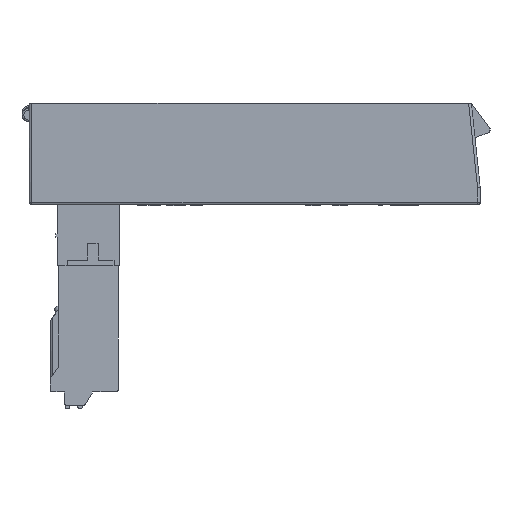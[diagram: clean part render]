
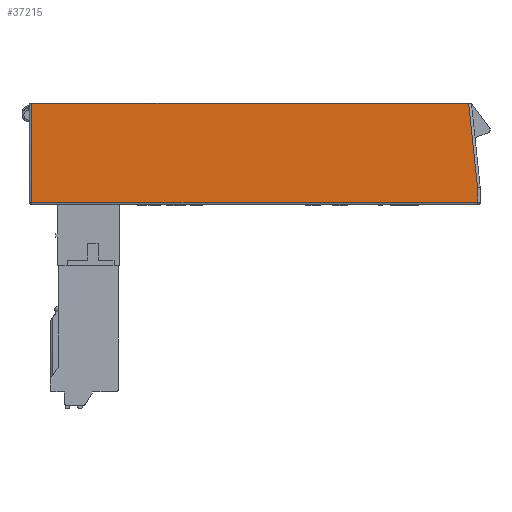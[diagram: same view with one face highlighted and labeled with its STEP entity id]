
A CAD part, front view. The second image highlights one B-rep face of the part: STEP entity #37215.
In plain terms, the highlighted planar face has unit normal (0, -1, 0).
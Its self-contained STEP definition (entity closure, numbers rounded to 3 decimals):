
#3409=DIRECTION('',(0.,0.,-1.));
#3410=VECTOR('',#3409,11.2);
#3411=CARTESIAN_POINT('',(-69.35,90.55,
-63.5));
#3412=LINE('',#3411,#3410);
#3544=DIRECTION('',(1.,0.,0.));
#3545=VECTOR('',#3544,50.4);
#3546=CARTESIAN_POINT('',(-69.35,90.55,
-74.7));
#3547=LINE('',#3546,#3545);
#3548=DIRECTION('',(0.,0.,-1.));
#3549=VECTOR('',#3548,1.684);
#3550=CARTESIAN_POINT('',(-18.95,90.55,
-73.016));
#3551=LINE('',#3550,#3549);
#3552=DIRECTION('',(1.,0.,0.));
#3553=VECTOR('',#3552,49.398);
#3554=CARTESIAN_POINT('',(-69.35,90.55,
-63.5));
#3555=LINE('',#3554,#3553);
#3556=DIRECTION('',(0.105,0.,-0.995));
#3557=VECTOR('',#3556,9.568);
#3558=CARTESIAN_POINT('',(-19.952,90.55,
-63.5));
#3559=LINE('',#3558,#3557);
#3560=CARTESIAN_POINT('',(-19.952,90.55,
-63.5));
#27483=CARTESIAN_POINT('',(-69.35,90.55,
-74.7));
#27484=VERTEX_POINT('',#27483);
#27485=CARTESIAN_POINT('',(-69.35,90.55,
-63.5));
#27486=VERTEX_POINT('',#27485);
#27493=VERTEX_POINT('',#3560);
#27540=CARTESIAN_POINT('',(-18.95,90.55,
-74.7));
#27541=VERTEX_POINT('',#27540);
#27544=CARTESIAN_POINT('',(-18.95,90.55,
-73.016));
#27545=VERTEX_POINT('',#27544);
#37201=CARTESIAN_POINT('',(-44.15,90.55,
-69.1));
#37202=DIRECTION('',(0.,1.,0.));
#37203=DIRECTION('',(0.,0.,-1.));
#37204=AXIS2_PLACEMENT_3D('',#37201,#37202,#37203);
#37205=PLANE('',#37204);
#37207=ORIENTED_EDGE('',*,*,#37206,.T.);
#37208=ORIENTED_EDGE('',*,*,#37195,.F.);
#37209=ORIENTED_EDGE('',*,*,#37022,.F.);
#37210=ORIENTED_EDGE('',*,*,#37044,.T.);
#37212=ORIENTED_EDGE('',*,*,#37211,.T.);
#37213=EDGE_LOOP('',(#37207,#37208,#37209,#37210,#37212));
#37214=FACE_OUTER_BOUND('',#37213,.F.);
#37215=ADVANCED_FACE('',(#37214),#37205,.F.);
#37022=EDGE_CURVE('',#27486,#27484,#3412,.T.);
#37044=EDGE_CURVE('',#27486,#27493,#3555,.T.);
#37195=EDGE_CURVE('',#27484,#27541,#3547,.T.);
#37206=EDGE_CURVE('',#27545,#27541,#3551,.T.);
#37211=EDGE_CURVE('',#27493,#27545,#3559,.T.);
